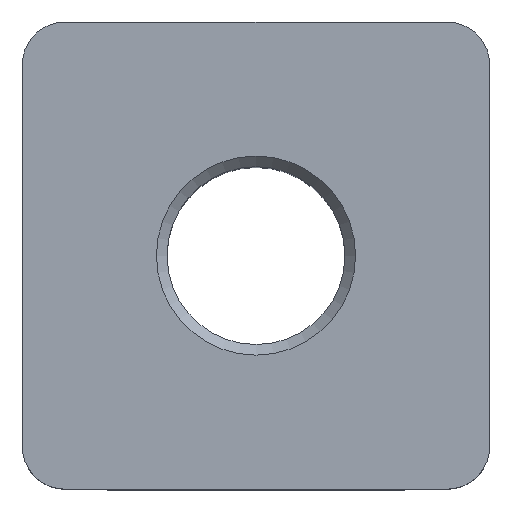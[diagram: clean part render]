
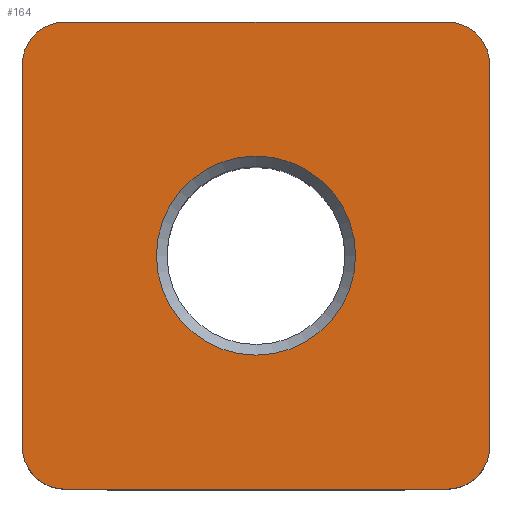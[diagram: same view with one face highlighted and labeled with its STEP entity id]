
A CAD part, top view. The second image highlights one B-rep face of the part: STEP entity #164.
In plain terms, the highlighted planar face has unit normal (0, 0, 1).
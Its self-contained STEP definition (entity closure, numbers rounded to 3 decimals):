
#164 = ADVANCED_FACE( '', ( #380, #381 ), #382, .T. );
#380 = FACE_BOUND( '', #647, .T. );
#381 = FACE_OUTER_BOUND( '', #648, .T. );
#382 = PLANE( '', #649 );
#647 = EDGE_LOOP( '', ( #1082 ) );
#648 = EDGE_LOOP( '', ( #1083, #1084, #1085, #1086, #1087, #1088, #1089, #1090 ) );
#649 = AXIS2_PLACEMENT_3D( '', #1091, #1092, #1093 );
#1082 = ORIENTED_EDGE( '', *, *, #1688, .T. );
#1083 = ORIENTED_EDGE( '', *, *, #1689, .T. );
#1084 = ORIENTED_EDGE( '', *, *, #1690, .T. );
#1085 = ORIENTED_EDGE( '', *, *, #1691, .T. );
#1086 = ORIENTED_EDGE( '', *, *, #1692, .T. );
#1087 = ORIENTED_EDGE( '', *, *, #1693, .T. );
#1088 = ORIENTED_EDGE( '', *, *, #1694, .T. );
#1089 = ORIENTED_EDGE( '', *, *, #1695, .T. );
#1090 = ORIENTED_EDGE( '', *, *, #1696, .T. );
#1091 = CARTESIAN_POINT( '', ( 0., 0., 23. ) );
#1092 = DIRECTION( '', ( 0., 0., 1. ) );
#1093 = DIRECTION( '', ( 1., 0., 0. ) );
#1688 = EDGE_CURVE( '', #2062, #2062, #2063, .F. );
#1689 = EDGE_CURVE( '', #2064, #2065, #2066, .T. );
#1690 = EDGE_CURVE( '', #2065, #2067, #2068, .T. );
#1691 = EDGE_CURVE( '', #2067, #2069, #2070, .T. );
#1692 = EDGE_CURVE( '', #2069, #2071, #2072, .T. );
#1693 = EDGE_CURVE( '', #2071, #2073, #2074, .T. );
#1694 = EDGE_CURVE( '', #2073, #2075, #2076, .T. );
#1695 = EDGE_CURVE( '', #2075, #2077, #2078, .T. );
#1696 = EDGE_CURVE( '', #2077, #2064, #2079, .T. );
#2062 = VERTEX_POINT( '', #2585 );
#2063 = CIRCLE( '', #2586, 4.688 );
#2064 = VERTEX_POINT( '', #2587 );
#2065 = VERTEX_POINT( '', #2588 );
#2066 = LINE( '', #2589, #2590 );
#2067 = VERTEX_POINT( '', #2591 );
#2068 = CIRCLE( '', #2592, 2. );
#2069 = VERTEX_POINT( '', #2593 );
#2070 = LINE( '', #2594, #2595 );
#2071 = VERTEX_POINT( '', #2596 );
#2072 = CIRCLE( '', #2597, 2. );
#2073 = VERTEX_POINT( '', #2598 );
#2074 = LINE( '', #2599, #2600 );
#2075 = VERTEX_POINT( '', #2601 );
#2076 = CIRCLE( '', #2602, 2. );
#2077 = VERTEX_POINT( '', #2603 );
#2078 = LINE( '', #2604, #2605 );
#2079 = CIRCLE( '', #2606, 2. );
#2585 = CARTESIAN_POINT( '', ( 4.688, 0., 23. ) );
#2586 = AXIS2_PLACEMENT_3D( '', #2962, #2963, #2964 );
#2587 = CARTESIAN_POINT( '', ( -11., 9., 23. ) );
#2588 = CARTESIAN_POINT( '', ( -11., -9., 23. ) );
#2589 = CARTESIAN_POINT( '', ( -11., 11., 23. ) );
#2590 = VECTOR( '', #2965, 1000. );
#2591 = CARTESIAN_POINT( '', ( -9., -11., 23. ) );
#2592 = AXIS2_PLACEMENT_3D( '', #2966, #2967, #2968 );
#2593 = CARTESIAN_POINT( '', ( 9., -11., 23. ) );
#2594 = CARTESIAN_POINT( '', ( -11., -11., 23. ) );
#2595 = VECTOR( '', #2969, 1000. );
#2596 = CARTESIAN_POINT( '', ( 11., -9., 23. ) );
#2597 = AXIS2_PLACEMENT_3D( '', #2970, #2971, #2972 );
#2598 = CARTESIAN_POINT( '', ( 11., 9., 23. ) );
#2599 = CARTESIAN_POINT( '', ( 11., -11., 23. ) );
#2600 = VECTOR( '', #2973, 1000. );
#2601 = CARTESIAN_POINT( '', ( 9., 11., 23. ) );
#2602 = AXIS2_PLACEMENT_3D( '', #2974, #2975, #2976 );
#2603 = CARTESIAN_POINT( '', ( -9., 11., 23. ) );
#2604 = CARTESIAN_POINT( '', ( 11., 11., 23. ) );
#2605 = VECTOR( '', #2977, 1000. );
#2606 = AXIS2_PLACEMENT_3D( '', #2978, #2979, #2980 );
#2962 = CARTESIAN_POINT( '', ( 0., 0., 23. ) );
#2963 = DIRECTION( '', ( 0., 0., 1. ) );
#2964 = DIRECTION( '', ( 1., 0., 0. ) );
#2965 = DIRECTION( '', ( 0., -1., 0. ) );
#2966 = CARTESIAN_POINT( '', ( -9., -9., 23. ) );
#2967 = DIRECTION( '', ( 0., 0., 1. ) );
#2968 = DIRECTION( '', ( 1., 0., 0. ) );
#2969 = DIRECTION( '', ( 1., 0., 0. ) );
#2970 = CARTESIAN_POINT( '', ( 9., -9., 23. ) );
#2971 = DIRECTION( '', ( 0., 0., 1. ) );
#2972 = DIRECTION( '', ( 1., 0., 0. ) );
#2973 = DIRECTION( '', ( 0., 1., 0. ) );
#2974 = CARTESIAN_POINT( '', ( 9., 9., 23. ) );
#2975 = DIRECTION( '', ( 0., 0., 1. ) );
#2976 = DIRECTION( '', ( 1., 0., 0. ) );
#2977 = DIRECTION( '', ( -1., 0., 0. ) );
#2978 = CARTESIAN_POINT( '', ( -9., 9., 23. ) );
#2979 = DIRECTION( '', ( 0., 0., 1. ) );
#2980 = DIRECTION( '', ( 1., 0., 0. ) );
